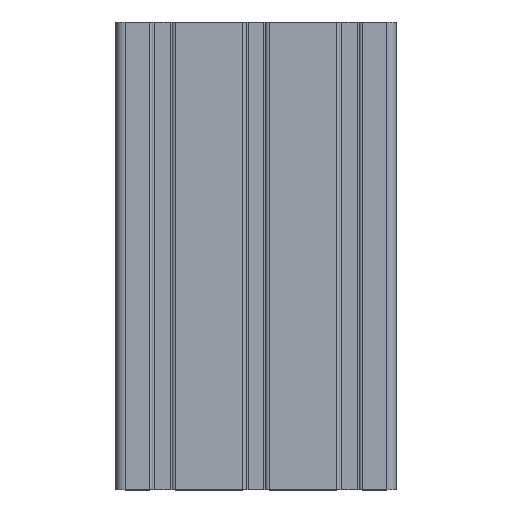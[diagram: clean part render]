
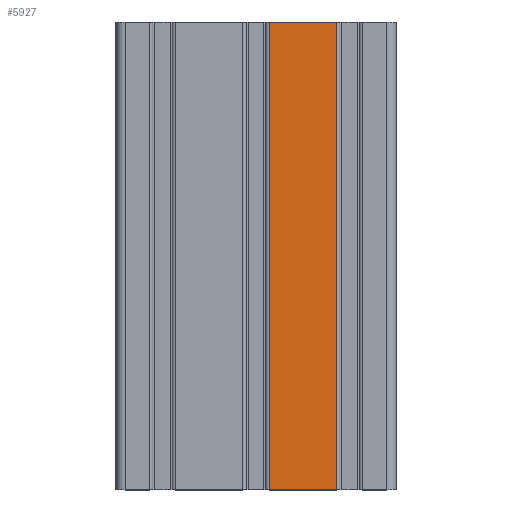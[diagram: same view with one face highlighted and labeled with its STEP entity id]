
A CAD part, top view. The second image highlights one B-rep face of the part: STEP entity #5927.
In plain terms, the highlighted planar face has unit normal (0, 0, 1).
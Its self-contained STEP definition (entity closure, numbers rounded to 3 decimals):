
#138=PLANE('',#6460);
#395=FACE_OUTER_BOUND('',#699,.T.);
#699=EDGE_LOOP('',(#4625,#4626,#4627,#4628));
#1219=LINE('',#9749,#1795);
#1220=LINE('',#9753,#1796);
#1221=LINE('',#9755,#1797);
#1222=LINE('',#9756,#1798);
#1795=VECTOR('',#7944,200.);
#1796=VECTOR('',#7949,28.8);
#1797=VECTOR('',#7950,200.);
#1798=VECTOR('',#7951,28.8);
#2705=VERTEX_POINT('',#9746);
#2706=VERTEX_POINT('',#9748);
#2707=VERTEX_POINT('',#9752);
#2708=VERTEX_POINT('',#9754);
#3516=EDGE_CURVE('',#2705,#2706,#1219,.T.);
#3518=EDGE_CURVE('',#2705,#2707,#1220,.T.);
#3519=EDGE_CURVE('',#2707,#2708,#1221,.T.);
#3520=EDGE_CURVE('',#2706,#2708,#1222,.T.);
#4625=ORIENTED_EDGE('',*,*,#3518,.T.);
#4626=ORIENTED_EDGE('',*,*,#3519,.T.);
#4627=ORIENTED_EDGE('',*,*,#3520,.F.);
#4628=ORIENTED_EDGE('',*,*,#3516,.F.);
#5927=ADVANCED_FACE('',(#395),#138,.T.);
#6460=AXIS2_PLACEMENT_3D('',#9751,#7947,#7948);
#7944=DIRECTION('',(0.,-1.,0.));
#7947=DIRECTION('center_axis',(0.,0.,1.));
#7948=DIRECTION('ref_axis',(1.,0.,0.));
#7949=DIRECTION('',(-1.,0.,0.));
#7950=DIRECTION('',(0.,-1.,0.));
#7951=DIRECTION('',(-1.,0.,0.));
#9746=CARTESIAN_POINT('',(34.4,200.,20.));
#9748=CARTESIAN_POINT('',(34.4,0.,20.));
#9749=CARTESIAN_POINT('',(34.4,0.,20.));
#9751=CARTESIAN_POINT('Origin',(5.6,0.,20.));
#9752=CARTESIAN_POINT('',(5.6,200.,20.));
#9753=CARTESIAN_POINT('',(2.8,200.,20.));
#9754=CARTESIAN_POINT('',(5.6,0.,20.));
#9755=CARTESIAN_POINT('',(5.6,0.,20.));
#9756=CARTESIAN_POINT('',(2.8,0.,20.));
